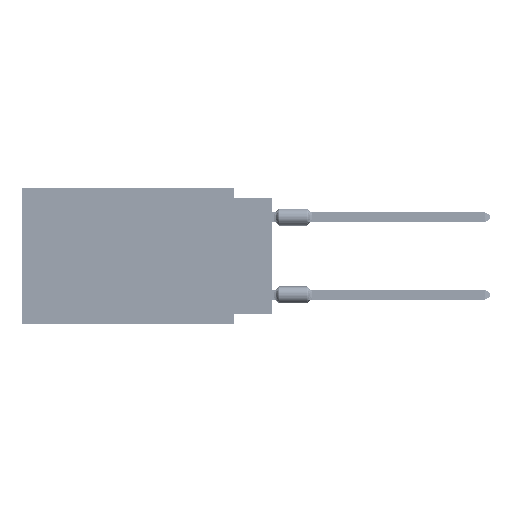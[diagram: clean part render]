
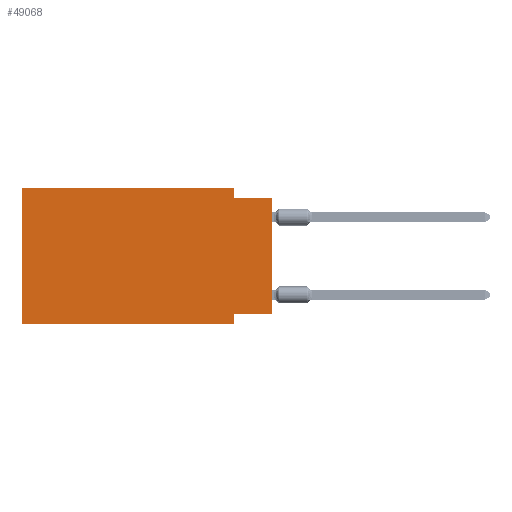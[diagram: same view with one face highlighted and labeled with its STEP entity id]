
A CAD part, left-side view. The second image highlights one B-rep face of the part: STEP entity #49068.
In plain terms, the highlighted planar face has unit normal (-1, 0, 0).
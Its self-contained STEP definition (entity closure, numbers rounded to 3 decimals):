
#3801 = EDGE_CURVE ( 'NONE', #93599, #92562, #18457, .T. ) ;
#8421 = VERTEX_POINT ( 'NONE', #11896 ) ;
#8942 = ORIENTED_EDGE ( 'NONE', *, *, #14435, .F. ) ;
#10877 = ORIENTED_EDGE ( 'NONE', *, *, #94045, .F. ) ;
#11466 = CARTESIAN_POINT ( 'NONE',  ( 0., 0., -8.255 ) ) ;
#11896 = CARTESIAN_POINT ( 'NONE',  ( 0., 16.383, -8.89 ) ) ;
#14435 = EDGE_CURVE ( 'NONE', #92562, #15415, #27968, .T. ) ;
#14730 = EDGE_LOOP ( 'NONE', ( #88089, #10877, #28483, #46087, #27338, #70299, #8942, #91118 ) ) ;
#15013 = DIRECTION ( 'NONE',  ( 0., 0., -1. ) ) ;
#15415 = VERTEX_POINT ( 'NONE', #50775 ) ;
#15467 = VECTOR ( 'NONE', #53070, 1000. ) ;
#16874 = CARTESIAN_POINT ( 'NONE',  ( 0., 0., 0. ) ) ;
#18457 = LINE ( 'NONE', #48377, #37759 ) ;
#19201 = VECTOR ( 'NONE', #55346, 1000. ) ;
#19391 = EDGE_CURVE ( 'NONE', #43308, #56878, #62944, .T. ) ;
#19515 = EDGE_CURVE ( 'NONE', #56878, #52700, #94335, .T. ) ;
#22573 = VECTOR ( 'NONE', #38933, 1000. ) ;
#22742 = EDGE_CURVE ( 'NONE', #8421, #15415, #90836, .T. ) ;
#25902 = LINE ( 'NONE', #54369, #19201 ) ;
#26357 = FACE_OUTER_BOUND ( 'NONE', #14730, .T. ) ;
#27338 = ORIENTED_EDGE ( 'NONE', *, *, #49625, .F. ) ;
#27968 = LINE ( 'NONE', #50508, #95852 ) ;
#28483 = ORIENTED_EDGE ( 'NONE', *, *, #19515, .F. ) ;
#28955 = VECTOR ( 'NONE', #86478, 1000. ) ;
#30996 = VERTEX_POINT ( 'NONE', #32881 ) ;
#32881 = CARTESIAN_POINT ( 'NONE',  ( 0., 0., -0.635 ) ) ;
#33239 = CARTESIAN_POINT ( 'NONE',  ( 0., 16.383, 0. ) ) ;
#35731 = AXIS2_PLACEMENT_3D ( 'NONE', #33239, #43479, #15013 ) ;
#37759 = VECTOR ( 'NONE', #39584, 1000. ) ;
#37856 = CARTESIAN_POINT ( 'NONE',  ( 0., 16.383, -8.89 ) ) ;
#38933 = DIRECTION ( 'NONE',  ( 0., -1., 0. ) ) ;
#39584 = DIRECTION ( 'NONE',  ( 0., 1., 0. ) ) ;
#41847 = CARTESIAN_POINT ( 'NONE',  ( 0., 2.54, 0. ) ) ;
#43308 = VERTEX_POINT ( 'NONE', #48579 ) ;
#43479 = DIRECTION ( 'NONE',  ( 1., 0., 0. ) ) ;
#46087 = ORIENTED_EDGE ( 'NONE', *, *, #19391, .F. ) ;
#48377 = CARTESIAN_POINT ( 'NONE',  ( 0., 0., -8.255 ) ) ;
#48579 = CARTESIAN_POINT ( 'NONE',  ( 0., 16.383, 0. ) ) ;
#49068 = ADVANCED_FACE ( 'NONE', ( #26357 ), #87188, .F. ) ;
#49625 = EDGE_CURVE ( 'NONE', #8421, #43308, #92719, .T. ) ;
#50148 = CARTESIAN_POINT ( 'NONE',  ( 0., 2.54, -0.635 ) ) ;
#50508 = CARTESIAN_POINT ( 'NONE',  ( 0., 2.54, -8.89 ) ) ;
#50557 = VECTOR ( 'NONE', #89518, 1000. ) ;
#50775 = CARTESIAN_POINT ( 'NONE',  ( 0., 2.54, -8.89 ) ) ;
#52700 = VERTEX_POINT ( 'NONE', #50148 ) ;
#53070 = DIRECTION ( 'NONE',  ( 0., -1., 0. ) ) ;
#54369 = CARTESIAN_POINT ( 'NONE',  ( 0., 0., -0.635 ) ) ;
#55346 = DIRECTION ( 'NONE',  ( 0., -1., 0. ) ) ;
#56878 = VERTEX_POINT ( 'NONE', #72321 ) ;
#62944 = LINE ( 'NONE', #85028, #22573 ) ;
#63802 = DIRECTION ( 'NONE',  ( 0., 0., -1. ) ) ;
#66808 = EDGE_CURVE ( 'NONE', #93599, #30996, #84096, .T. ) ;
#70299 = ORIENTED_EDGE ( 'NONE', *, *, #22742, .T. ) ;
#72321 = CARTESIAN_POINT ( 'NONE',  ( 0., 2.54, 0. ) ) ;
#78004 = DIRECTION ( 'NONE',  ( 0., 0., 1. ) ) ;
#79641 = VECTOR ( 'NONE', #78004, 1000. ) ;
#83356 = CARTESIAN_POINT ( 'NONE',  ( 0., 2.54, -8.255 ) ) ;
#84096 = LINE ( 'NONE', #16874, #50557 ) ;
#85028 = CARTESIAN_POINT ( 'NONE',  ( 0., 16.383, 0. ) ) ;
#85368 = CARTESIAN_POINT ( 'NONE',  ( 0., 16.383, 0. ) ) ;
#86478 = DIRECTION ( 'NONE',  ( 0., 0., -1. ) ) ;
#87188 = PLANE ( 'NONE',  #35731 ) ;
#88089 = ORIENTED_EDGE ( 'NONE', *, *, #66808, .T. ) ;
#89518 = DIRECTION ( 'NONE',  ( 0., 0., 1. ) ) ;
#90836 = LINE ( 'NONE', #37856, #15467 ) ;
#91118 = ORIENTED_EDGE ( 'NONE', *, *, #3801, .F. ) ;
#92562 = VERTEX_POINT ( 'NONE', #83356 ) ;
#92719 = LINE ( 'NONE', #85368, #79641 ) ;
#93599 = VERTEX_POINT ( 'NONE', #11466 ) ;
#94045 = EDGE_CURVE ( 'NONE', #52700, #30996, #25902, .T. ) ;
#94335 = LINE ( 'NONE', #41847, #28955 ) ;
#95852 = VECTOR ( 'NONE', #63802, 1000. ) ;
